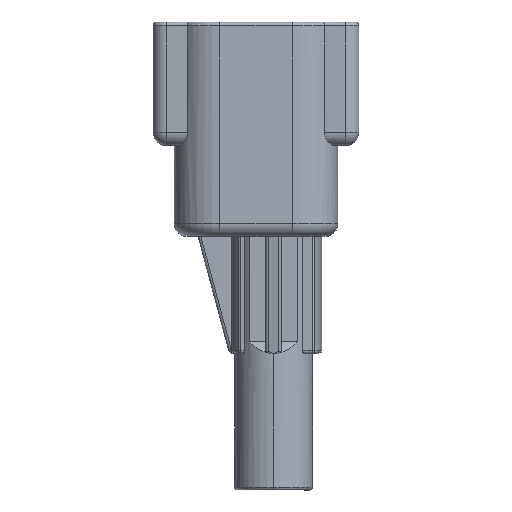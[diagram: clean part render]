
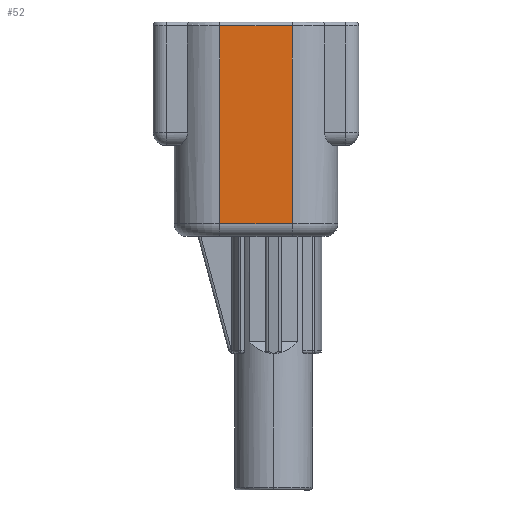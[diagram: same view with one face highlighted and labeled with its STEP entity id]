
A CAD part, left-side view. The second image highlights one B-rep face of the part: STEP entity #52.
In plain terms, the highlighted planar face has unit normal (-1, 0, 0).
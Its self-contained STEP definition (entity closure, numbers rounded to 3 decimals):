
#52 = ADVANCED_FACE ( 'NONE', ( #2722 ), #2141, .T. ) ;
#129 = EDGE_CURVE ( 'NONE', #4816, #6976, #9281, .T. ) ;
#653 = CARTESIAN_POINT ( 'NONE',  ( -6.4, -2.8, -0.3 ) ) ;
#829 = EDGE_LOOP ( 'NONE', ( #2523, #6096, #6407, #4851 ) ) ;
#1233 = DIRECTION ( 'NONE',  ( 0., -1., 0. ) ) ;
#1878 = VECTOR ( 'NONE', #1233, 1000. ) ;
#2059 = CARTESIAN_POINT ( 'NONE',  ( -6.4, 2.8, -15.5 ) ) ;
#2141 = PLANE ( 'NONE',  #3430 ) ;
#2145 = LINE ( 'NONE', #4912, #1878 ) ;
#2523 = ORIENTED_EDGE ( 'NONE', *, *, #129, .F. ) ;
#2722 = FACE_OUTER_BOUND ( 'NONE', #829, .T. ) ;
#2823 = CARTESIAN_POINT ( 'NONE',  ( -6.4, 2.8, -0.3 ) ) ;
#3282 = LINE ( 'NONE', #6178, #9206 ) ;
#3430 = AXIS2_PLACEMENT_3D ( 'NONE', #8651, #5717, #3443 ) ;
#3443 = DIRECTION ( 'NONE',  ( 0., 1., 0. ) ) ;
#4003 = EDGE_CURVE ( 'NONE', #8766, #4816, #3282, .T. ) ;
#4338 = VECTOR ( 'NONE', #8018, 1000. ) ;
#4816 = VERTEX_POINT ( 'NONE', #7958 ) ;
#4851 = ORIENTED_EDGE ( 'NONE', *, *, #6969, .F. ) ;
#4912 = CARTESIAN_POINT ( 'NONE',  ( -6.4, 2.8, -0.3 ) ) ;
#5717 = DIRECTION ( 'NONE',  ( -1., 0., 0. ) ) ;
#5728 = DIRECTION ( 'NONE',  ( 0., 0., 1. ) ) ;
#6096 = ORIENTED_EDGE ( 'NONE', *, *, #4003, .F. ) ;
#6178 = CARTESIAN_POINT ( 'NONE',  ( -6.4, -2.8, -15.5 ) ) ;
#6407 = ORIENTED_EDGE ( 'NONE', *, *, #6644, .T. ) ;
#6485 = CARTESIAN_POINT ( 'NONE',  ( -6.4, -2.8, -15.5 ) ) ;
#6644 = EDGE_CURVE ( 'NONE', #8766, #9335, #7804, .T. ) ;
#6969 = EDGE_CURVE ( 'NONE', #6976, #9335, #2145, .T. ) ;
#6976 = VERTEX_POINT ( 'NONE', #2823 ) ;
#7657 = CARTESIAN_POINT ( 'NONE',  ( -6.4, -2.8, -15.5 ) ) ;
#7804 = LINE ( 'NONE', #6485, #8590 ) ;
#7958 = CARTESIAN_POINT ( 'NONE',  ( -6.4, 2.8, -15.5 ) ) ;
#8018 = DIRECTION ( 'NONE',  ( 0., 0., 1. ) ) ;
#8384 = DIRECTION ( 'NONE',  ( 0., 1., 0. ) ) ;
#8590 = VECTOR ( 'NONE', #5728, 1000. ) ;
#8651 = CARTESIAN_POINT ( 'NONE',  ( -6.4, -6.3, 0. ) ) ;
#8766 = VERTEX_POINT ( 'NONE', #7657 ) ;
#9206 = VECTOR ( 'NONE', #8384, 1000. ) ;
#9281 = LINE ( 'NONE', #2059, #4338 ) ;
#9335 = VERTEX_POINT ( 'NONE', #653 ) ;
